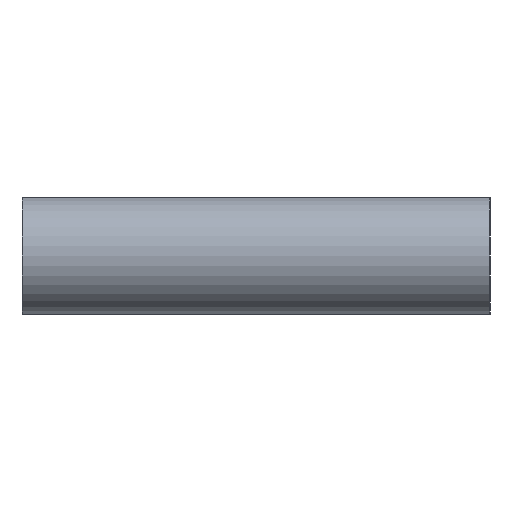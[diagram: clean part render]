
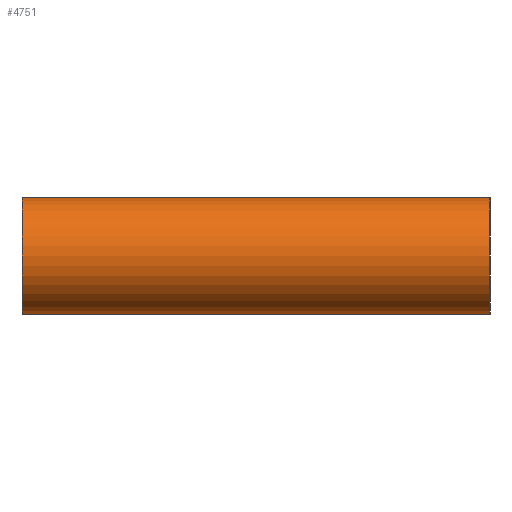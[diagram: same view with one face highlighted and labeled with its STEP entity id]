
A CAD part, left-side view. The second image highlights one B-rep face of the part: STEP entity #4751.
In plain terms, the highlighted cylindrical face has radius 10 mm (diameter 20 mm), a partial arc.
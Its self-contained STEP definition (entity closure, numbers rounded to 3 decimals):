
#44=CARTESIAN_POINT('',(-340.,-40.,0.));
#45=DIRECTION('',(0.,1.,0.));
#46=DIRECTION('',(0.,0.,-1.));
#47=AXIS2_PLACEMENT_3D('',#44,#45,#46);
#63=DIRECTION('',(0.,1.,0.));
#64=VECTOR('',#63,80.);
#65=CARTESIAN_POINT('',(-340.,-40.,10.));
#66=LINE('',#65,#64);
#82=DIRECTION('',(0.,1.,0.));
#83=VECTOR('',#82,80.);
#84=CARTESIAN_POINT('',(-340.,-40.,-10.));
#85=LINE('',#84,#83);
#1635=CARTESIAN_POINT('',(-340.,40.,0.));
#1636=DIRECTION('',(0.,1.,0.));
#1637=DIRECTION('',(0.,0.,-1.));
#1638=AXIS2_PLACEMENT_3D('',#1635,#1636,#1637);
#3525=CARTESIAN_POINT('',(-340.,-40.,-10.));
#3526=CARTESIAN_POINT('',(-340.,-40.,10.));
#3527=VERTEX_POINT('',#3525);
#3528=VERTEX_POINT('',#3526);
#3541=CARTESIAN_POINT('',(-340.,40.,-10.));
#3542=CARTESIAN_POINT('',(-340.,40.,10.));
#3543=VERTEX_POINT('',#3541);
#3544=VERTEX_POINT('',#3542);
#4738=CARTESIAN_POINT('',(-340.,-40.,0.));
#4739=DIRECTION('',(0.,1.,0.));
#4740=DIRECTION('',(1.,0.,0.));
#4741=AXIS2_PLACEMENT_3D('',#4738,#4739,#4740);
#4742=CYLINDRICAL_SURFACE('',#4741,10.);
#4743=ORIENTED_EDGE('',*,*,#4690,.F.);
#4745=ORIENTED_EDGE('',*,*,#4744,.T.);
#4747=ORIENTED_EDGE('',*,*,#4746,.T.);
#4748=ORIENTED_EDGE('',*,*,#4721,.F.);
#4749=EDGE_LOOP('',(#4743,#4745,#4747,#4748));
#4750=FACE_OUTER_BOUND('',#4749,.F.);
#4751=ADVANCED_FACE('',(#4750),#4742,.T.);
#48=CIRCLE('',#47,10.);
#1639=CIRCLE('',#1638,10.);
#4690=EDGE_CURVE('',#3527,#3528,#48,.T.);
#4721=EDGE_CURVE('',#3528,#3544,#66,.T.);
#4744=EDGE_CURVE('',#3527,#3543,#85,.T.);
#4746=EDGE_CURVE('',#3543,#3544,#1639,.T.);
